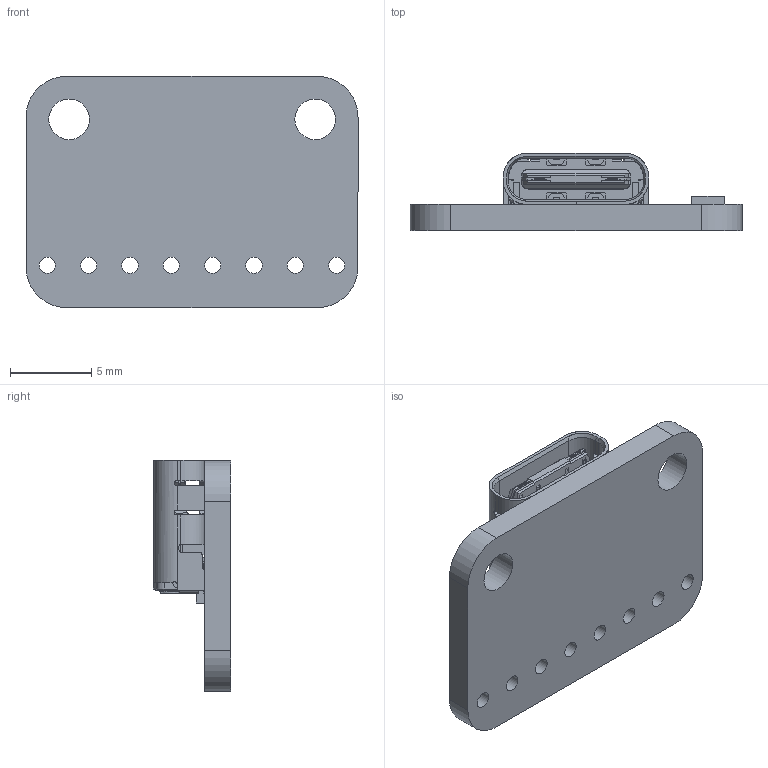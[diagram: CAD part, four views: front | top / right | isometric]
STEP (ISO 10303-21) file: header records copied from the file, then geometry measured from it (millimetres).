
FILE_DESCRIPTION(/* description */ (''),/* implementation_level */ '2;1');
FILE_NAME(/* name */ 'micro usb C Adafruit 4090 - corrected.step',/* time_stamp */ '2023-07-18T21:55:09+10:00',/* author */ (''),/* organization */ (''),/* preprocessor_version */ 'ST-DEVELOPER v19.2',/* originating_system */ 'Autodesk Translation Framework v12.6.0.85',/* authorisation */ '');
FILE_SCHEMA (('AUTOMOTIVE_DESIGN { 1 0 10303 214 3 1 1 }'));
Products named in the file (6): (Unsaved); C_MOLDING_ASM_SW0002; UNDER-CONTACT_SW0001; REAR_SHIELD; PRT0002; adafruit 4090 base Part1
Assembly tree (5 placements, depth 2):
  (Unsaved)
    C_MOLDING_ASM_SW0002
    UNDER-CONTACT_SW0001
    REAR_SHIELD
    PRT0002
    adafruit 4090 base Part1
Bounding box: 20.4 x 4.74 x 14.2 mm (x, y, z)
Volume: 559.1 mm3; surface area: 1384.5 mm2
Topology: 20 solids, 34 shells, 1973 faces, 5729 edges, 3750 vertices
Faces by surface type: plane 1241, cylinder 687, bspline 20, cone 17, sphere 8
Full cylindrical faces by diameter (mm): 1 x8, 2.5 x2
Entity records: 66520 total; most frequent: CARTESIAN_POINT 12980, ORIENTED_EDGE 11354, DIRECTION 11103, EDGE_CURVE 5729, LINE 4139, VECTOR 4139, VERTEX_POINT 3750, AXIS2_PLACEMENT_3D 3482
